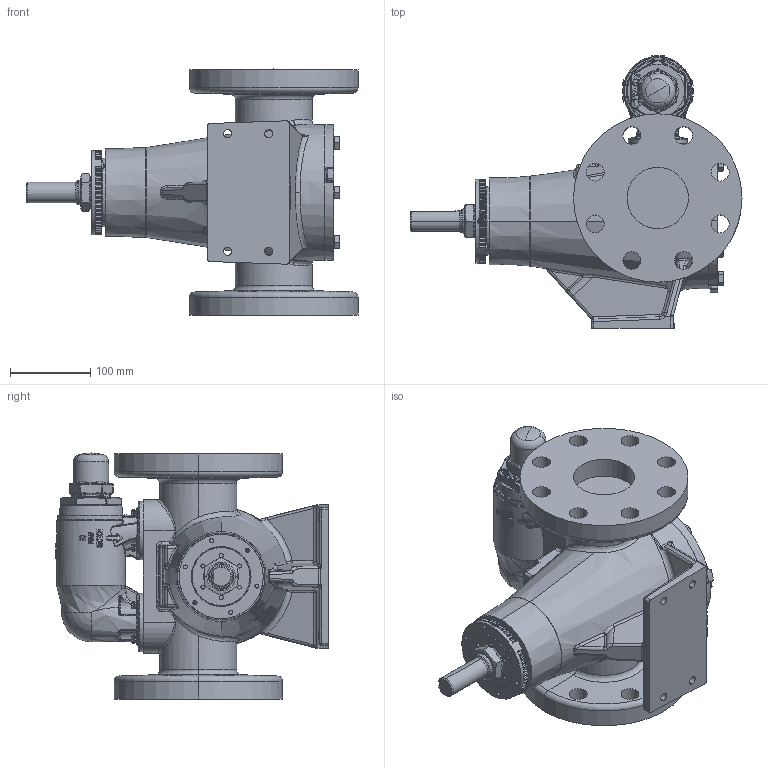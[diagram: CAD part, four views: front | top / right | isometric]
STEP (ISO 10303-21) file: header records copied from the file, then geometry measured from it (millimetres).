
FILE_DESCRIPTION (( 'STEP AP214' ), '1' );
FILE_NAME ('AV-814.STEP', '2019-05-24T17:58:42', ( '' ), ( '' ), 'SwSTEP 2.0', 'SolidWorks 2018', '' );
FILE_SCHEMA (( 'AUTOMOTIVE_DESIGN' ));
Length unit declared in the file: inch
Products named in the file (1): AV-814
Bounding box: 412.88 x 339.17 x 306.07 mm (x, y, z)
Volume: 8936427.4 mm3; surface area: 531276.9 mm2
Topology: 1 solids, 1 shells, 3225 faces, 8273 edges, 5188 vertices
Faces by surface type: plane 1375, bspline 847, cylinder 619, cone 220, torus 90, sphere 74
Entity records: 173997 total; most frequent: CARTESIAN_POINT 80619, ORIENTED_EDGE 16362, DIRECTION 12383, EDGE_CURVE 8181, VERTEX_POINT 5180, AXIS2_PLACEMENT_3D 4500, EDGE_LOOP 3493, LINE 3383
